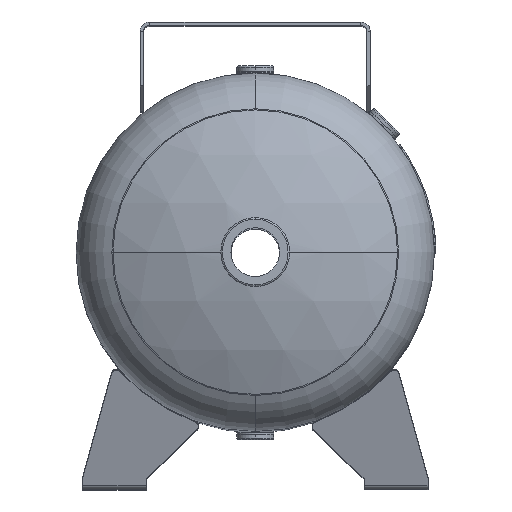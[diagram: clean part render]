
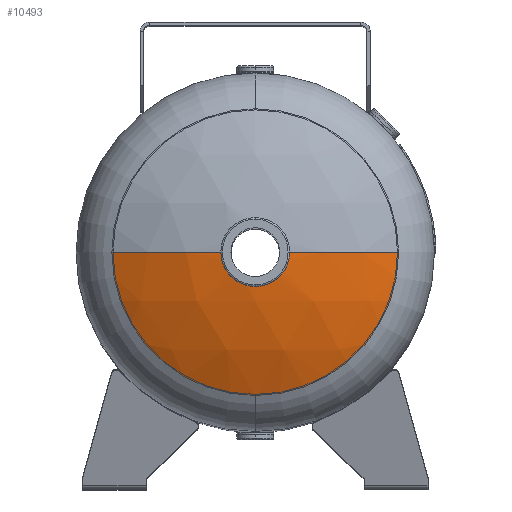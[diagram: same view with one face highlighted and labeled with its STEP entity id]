
A CAD part, top view. The second image highlights one B-rep face of the part: STEP entity #10493.
In plain terms, the highlighted spherical face has radius 320.04 mm.
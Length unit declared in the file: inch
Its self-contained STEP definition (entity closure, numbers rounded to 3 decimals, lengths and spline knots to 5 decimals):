
#83 = ORIENTED_EDGE ( 'NONE', *, *, #6049, .T. ) ;
#447 = VERTEX_POINT ( 'NONE', #8289 ) ;
#739 = CARTESIAN_POINT ( 'NONE',  ( 0., -8.34135, 0. ) ) ;
#860 = DIRECTION ( 'NONE',  ( 1., 0., 0. ) ) ;
#965 = CARTESIAN_POINT ( 'NONE',  ( 0., 2.94581, 5.6 ) ) ;
#1598 = VERTEX_POINT ( 'NONE', #965 ) ;
#1791 = CIRCLE ( 'NONE', #8145, 12.6 ) ;
#1967 = DIRECTION ( 'NONE',  ( 0., -1., 0. ) ) ;
#2349 = DIRECTION ( 'NONE',  ( 0., 1., 0. ) ) ;
#2360 = AXIS2_PLACEMENT_3D ( 'NONE', #12644, #2349, #10672 ) ;
#2404 = CARTESIAN_POINT ( 'NONE',  ( 0., 2.94581, 0. ) ) ;
#2682 = AXIS2_PLACEMENT_3D ( 'NONE', #2830, #11882, #860 ) ;
#2734 = AXIS2_PLACEMENT_3D ( 'NONE', #739, #6893, #11777 ) ;
#2830 = CARTESIAN_POINT ( 'NONE',  ( 0., -8.34135, 0. ) ) ;
#2944 = CARTESIAN_POINT ( 'NONE',  ( 0., 2.94581, 0. ) ) ;
#3285 = ORIENTED_EDGE ( 'NONE', *, *, #5905, .F. ) ;
#3478 = ORIENTED_EDGE ( 'NONE', *, *, #8649, .F. ) ;
#3578 = DIRECTION ( 'NONE',  ( -1., 0., 0. ) ) ;
#4212 = AXIS2_PLACEMENT_3D ( 'NONE', #2404, #12451, #12385 ) ;
#4224 = CARTESIAN_POINT ( 'NONE',  ( 1.1875, 4.20257, 0. ) ) ;
#4281 = EDGE_CURVE ( 'NONE', #8741, #1598, #9668, .T. ) ;
#4627 = CIRCLE ( 'NONE', #2734, 12.6 ) ;
#4816 = SPHERICAL_SURFACE ( 'NONE', #2682, 12.6 ) ;
#5306 = CARTESIAN_POINT ( 'NONE',  ( -1.1875, 4.20257, 0. ) ) ;
#5474 = EDGE_LOOP ( 'NONE', ( #3478, #83, #3285, #6624, #9722 ) ) ;
#5520 = CARTESIAN_POINT ( 'NONE',  ( 5.6, 2.94581, 0. ) ) ;
#5905 = EDGE_CURVE ( 'NONE', #1598, #447, #8668, .T. ) ;
#6049 = EDGE_CURVE ( 'NONE', #10391, #447, #4627, .T. ) ;
#6624 = ORIENTED_EDGE ( 'NONE', *, *, #4281, .F. ) ;
#6893 = DIRECTION ( 'NONE',  ( 0., 0., 1. ) ) ;
#7241 = CARTESIAN_POINT ( 'NONE',  ( 0., -8.34135, 0. ) ) ;
#7336 = EDGE_CURVE ( 'NONE', #10782, #8741, #1791, .T. ) ;
#7394 = DIRECTION ( 'NONE',  ( 0., 0., -1. ) ) ;
#7629 = DIRECTION ( 'NONE',  ( 0., 0., -1. ) ) ;
#7646 = CIRCLE ( 'NONE', #2360, 1.1875 ) ;
#8016 = FACE_OUTER_BOUND ( 'NONE', #5474, .T. ) ;
#8145 = AXIS2_PLACEMENT_3D ( 'NONE', #7241, #7629, #3578 ) ;
#8289 = CARTESIAN_POINT ( 'NONE',  ( -5.6, 2.94581, 0. ) ) ;
#8649 = EDGE_CURVE ( 'NONE', #10391, #10782, #7646, .T. ) ;
#8668 = CIRCLE ( 'NONE', #4212, 5.6 ) ;
#8741 = VERTEX_POINT ( 'NONE', #5520 ) ;
#9668 = CIRCLE ( 'NONE', #10093, 5.6 ) ;
#9722 = ORIENTED_EDGE ( 'NONE', *, *, #7336, .F. ) ;
#10093 = AXIS2_PLACEMENT_3D ( 'NONE', #2944, #1967, #7394 ) ;
#10391 = VERTEX_POINT ( 'NONE', #5306 ) ;
#10493 = ADVANCED_FACE ( 'NONE', ( #8016 ), #4816, .T. ) ;
#10672 = DIRECTION ( 'NONE',  ( 0., 0., -1. ) ) ;
#10782 = VERTEX_POINT ( 'NONE', #4224 ) ;
#11777 = DIRECTION ( 'NONE',  ( 1., 0., 0. ) ) ;
#11882 = DIRECTION ( 'NONE',  ( 0., 0., 1. ) ) ;
#12385 = DIRECTION ( 'NONE',  ( 0., 0., -1. ) ) ;
#12451 = DIRECTION ( 'NONE',  ( 0., -1., 0. ) ) ;
#12644 = CARTESIAN_POINT ( 'NONE',  ( 0., 4.20257, 0. ) ) ;
